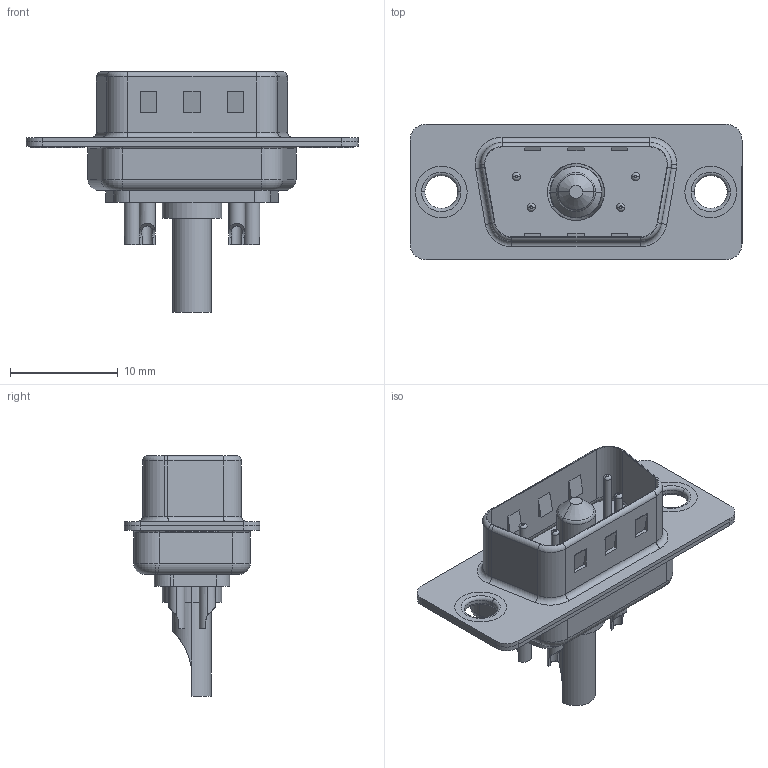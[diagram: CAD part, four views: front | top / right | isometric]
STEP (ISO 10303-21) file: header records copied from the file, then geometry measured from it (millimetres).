
FILE_DESCRIPTION (( 'STEP AP203' ), '1' );
FILE_NAME ('627-5W1-222-2T1.STEP', '2019-05-24T06:18:45', ( '' ), ( '' ), 'SwSTEP 2.0', 'SolidWorks 2016', '' );
FILE_SCHEMA (( 'CONFIG_CONTROL_DESIGN' ));
Length unit declared in the file: millimetre
Products named in the file (8): 627Combo Shell Rear_09 Contacts; 627Combo Shell Front_09 Contacts; 627Combo Thru Hole Rivet; Power Pin_20A SC; 627Combo Contact Row 1_22; 627Combo Contact Row 2_22; 627-5W1-222-2T1; 627Combo Housing_5W1
Assembly tree (10 placements, depth 2):
  627-5W1-222-2T1
    627Combo Housing_5W1
    627Combo Shell Rear_09 Contacts
    627Combo Shell Front_09 Contacts
    627Combo Thru Hole Rivet  x2
    Power Pin_20A SC
    627Combo Contact Row 1_22  x2
    627Combo Contact Row 2_22  x2
Bounding box: 30.8 x 12.6 x 22.3 mm (x, y, z)
Volume: 1319.9 mm3; surface area: 3518 mm2
Topology: 11 solids, 11 shells, 472 faces, 1113 edges, 683 vertices
Faces by surface type: cylinder 199, plane 156, torus 100, cone 15, bspline 2
Entity records: 12543 total; most frequent: CARTESIAN_POINT 2171, DIRECTION 2143, ORIENTED_EDGE 1866, EDGE_CURVE 933, AXIS2_PLACEMENT_3D 848, VERTEX_POINT 581, EDGE_LOOP 456, VECTOR 447
